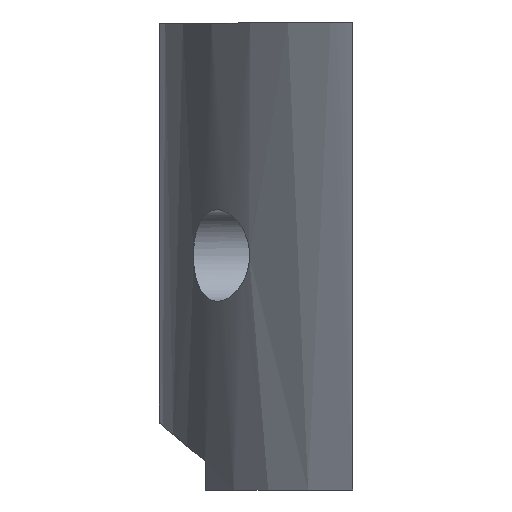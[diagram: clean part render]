
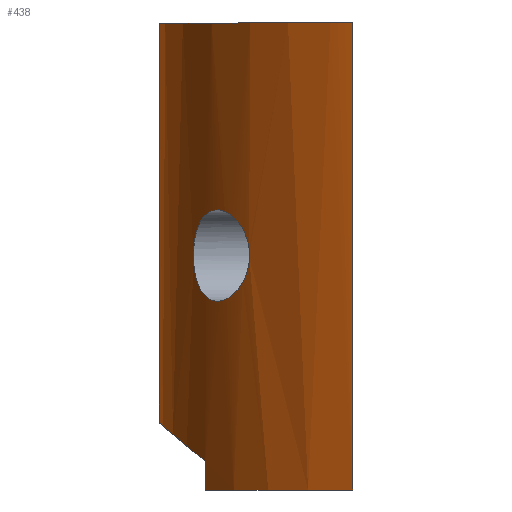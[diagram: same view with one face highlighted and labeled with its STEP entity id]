
A CAD part, left-side view. The second image highlights one B-rep face of the part: STEP entity #438.
In plain terms, the highlighted cylindrical face has radius 35 mm (diameter 70 mm), a partial arc.
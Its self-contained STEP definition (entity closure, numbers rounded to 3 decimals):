
#17=B_SPLINE_CURVE_WITH_KNOTS('',3,(#805,#806,#807,#808,#809,#810,#811,
#812,#813,#814,#815,#816,#817,#818,#819,#820,#821,#822,#823,#824,#825,#826,
#827,#828,#829,#830,#831,#832,#833,#834,#835,#836,#837,#838),
 .UNSPECIFIED.,.T.,.F.,(4,2,2,2,2,2,2,2,2,2,2,2,2,2,2,2,4),(0.,0.149,
0.298,0.471,0.644,0.828,
1.012,1.163,1.314,1.464,1.615,
1.799,1.983,2.156,2.329,2.478,
2.627),.UNSPECIFIED.);
#24=FACE_BOUND('',#102,.T.);
#41=CYLINDRICAL_SURFACE('',#502,35.);
#45=ELLIPSE('',#482,35.001,35.);
#48=ELLIPSE('',#503,45.689,35.);
#69=FACE_OUTER_BOUND('',#101,.T.);
#101=EDGE_LOOP('',(#371,#372,#373,#374,#375,#376,#377));
#102=EDGE_LOOP('',(#378));
#124=LINE('',#746,#153);
#133=LINE('',#855,#162);
#134=LINE('',#859,#163);
#153=VECTOR('',#582,10.);
#162=VECTOR('',#623,1.);
#163=VECTOR('',#626,1.);
#175=CIRCLE('',#478,35.);
#185=CIRCLE('',#504,35.);
#201=VERTEX_POINT('',#723);
#202=VERTEX_POINT('',#724);
#206=VERTEX_POINT('',#734);
#209=VERTEX_POINT('',#745);
#217=VERTEX_POINT('',#804);
#223=VERTEX_POINT('',#854);
#224=VERTEX_POINT('',#856);
#225=VERTEX_POINT('',#858);
#246=EDGE_CURVE('',#201,#202,#175,.T.);
#252=EDGE_CURVE('',#206,#202,#45,.T.);
#257=EDGE_CURVE('',#209,#201,#124,.T.);
#269=EDGE_CURVE('',#217,#217,#17,.T.);
#277=EDGE_CURVE('',#223,#206,#133,.T.);
#278=EDGE_CURVE('',#223,#224,#48,.T.);
#279=EDGE_CURVE('',#224,#225,#134,.T.);
#280=EDGE_CURVE('',#209,#225,#185,.T.);
#371=ORIENTED_EDGE('',*,*,#246,.T.);
#372=ORIENTED_EDGE('',*,*,#252,.F.);
#373=ORIENTED_EDGE('',*,*,#277,.F.);
#374=ORIENTED_EDGE('',*,*,#278,.T.);
#375=ORIENTED_EDGE('',*,*,#279,.T.);
#376=ORIENTED_EDGE('',*,*,#280,.F.);
#377=ORIENTED_EDGE('',*,*,#257,.T.);
#378=ORIENTED_EDGE('',*,*,#269,.T.);
#438=ADVANCED_FACE('',(#69,#24),#41,.T.);
#478=AXIS2_PLACEMENT_3D('',#725,#559,#560);
#482=AXIS2_PLACEMENT_3D('',#736,#570,#571);
#502=AXIS2_PLACEMENT_3D('',#853,#621,#622);
#503=AXIS2_PLACEMENT_3D('',#857,#624,#625);
#504=AXIS2_PLACEMENT_3D('',#860,#627,#628);
#559=DIRECTION('center_axis',(0.,0.,-1.));
#560=DIRECTION('ref_axis',(-1.,0.,0.));
#570=DIRECTION('center_axis',(0.,0.009,1.));
#571=DIRECTION('ref_axis',(0.,1.,-0.009));
#582=DIRECTION('',(0.,0.,1.));
#621=DIRECTION('center_axis',(0.,0.,1.));
#622=DIRECTION('ref_axis',(-1.,0.,0.));
#623=DIRECTION('',(0.,0.,1.));
#624=DIRECTION('center_axis',(0.,-0.643,0.766));
#625=DIRECTION('ref_axis',(0.,-0.766,-0.643));
#626=DIRECTION('',(0.,0.,-1.));
#627=DIRECTION('center_axis',(0.,0.,-1.));
#628=DIRECTION('ref_axis',(-1.,0.,0.));
#723=CARTESIAN_POINT('',(-56.697,104.615,40.9));
#724=CARTESIAN_POINT('',(-55.44,106.548,40.9));
#725=CARTESIAN_POINT('Origin',(-26.75,86.5,40.9));
#734=CARTESIAN_POINT('',(-26.75,121.5,40.77));
#736=CARTESIAN_POINT('Origin',(-26.75,86.5,41.075));
#745=CARTESIAN_POINT('',(-56.697,104.615,0.));
#746=CARTESIAN_POINT('',(-56.697,104.615,0.));
#804=CARTESIAN_POINT('',(-40.868,118.526,20.5));
#805=CARTESIAN_POINT('Ctrl Pts',(-40.868,118.526,20.5));
#806=CARTESIAN_POINT('Ctrl Pts',(-40.868,118.526,20.997));
#807=CARTESIAN_POINT('Ctrl Pts',(-40.967,118.483,21.525));
#808=CARTESIAN_POINT('Ctrl Pts',(-41.358,118.307,22.487));
#809=CARTESIAN_POINT('Ctrl Pts',(-41.65,118.172,22.921));
#810=CARTESIAN_POINT('Ctrl Pts',(-42.352,117.833,23.657));
#811=CARTESIAN_POINT('Ctrl Pts',(-42.826,117.595,23.983));
#812=CARTESIAN_POINT('Ctrl Pts',(-43.838,117.05,24.404));
#813=CARTESIAN_POINT('Ctrl Pts',(-44.376,116.743,24.5));
#814=CARTESIAN_POINT('Ctrl Pts',(-45.393,116.128,24.5));
#815=CARTESIAN_POINT('Ctrl Pts',(-45.948,115.772,24.391));
#816=CARTESIAN_POINT('Ctrl Pts',(-46.968,115.077,23.95));
#817=CARTESIAN_POINT('Ctrl Pts',(-47.434,114.738,23.617));
#818=CARTESIAN_POINT('Ctrl Pts',(-48.109,114.23,22.887));
#819=CARTESIAN_POINT('Ctrl Pts',(-48.387,114.012,22.468));
#820=CARTESIAN_POINT('Ctrl Pts',(-48.768,113.708,21.526));
#821=CARTESIAN_POINT('Ctrl Pts',(-48.868,113.625,21.003));
#822=CARTESIAN_POINT('Ctrl Pts',(-48.868,113.625,19.997));
#823=CARTESIAN_POINT('Ctrl Pts',(-48.768,113.708,19.474));
#824=CARTESIAN_POINT('Ctrl Pts',(-48.387,114.012,18.532));
#825=CARTESIAN_POINT('Ctrl Pts',(-48.109,114.23,18.113));
#826=CARTESIAN_POINT('Ctrl Pts',(-47.434,114.738,17.383));
#827=CARTESIAN_POINT('Ctrl Pts',(-46.968,115.077,17.05));
#828=CARTESIAN_POINT('Ctrl Pts',(-45.948,115.772,16.609));
#829=CARTESIAN_POINT('Ctrl Pts',(-45.393,116.128,16.5));
#830=CARTESIAN_POINT('Ctrl Pts',(-44.376,116.743,16.5));
#831=CARTESIAN_POINT('Ctrl Pts',(-43.838,117.05,16.596));
#832=CARTESIAN_POINT('Ctrl Pts',(-42.826,117.595,17.017));
#833=CARTESIAN_POINT('Ctrl Pts',(-42.352,117.833,17.343));
#834=CARTESIAN_POINT('Ctrl Pts',(-41.65,118.172,18.079));
#835=CARTESIAN_POINT('Ctrl Pts',(-41.358,118.307,18.513));
#836=CARTESIAN_POINT('Ctrl Pts',(-40.967,118.483,19.475));
#837=CARTESIAN_POINT('Ctrl Pts',(-40.868,118.526,20.003));
#838=CARTESIAN_POINT('Ctrl Pts',(-40.868,118.526,20.5));
#853=CARTESIAN_POINT('Origin',(-26.75,86.5,0.));
#854=CARTESIAN_POINT('',(-26.75,121.5,5.856));
#855=CARTESIAN_POINT('',(-26.75,121.5,0.));
#856=CARTESIAN_POINT('',(-42.998,117.5,2.5));
#857=CARTESIAN_POINT('Origin',(-26.75,86.5,-23.512));
#858=CARTESIAN_POINT('',(-42.998,117.5,0.));
#859=CARTESIAN_POINT('',(-42.998,117.5,0.));
#860=CARTESIAN_POINT('Origin',(-26.75,86.5,0.));
